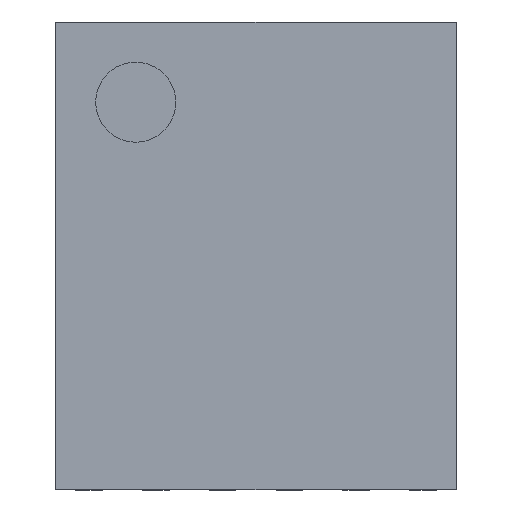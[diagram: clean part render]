
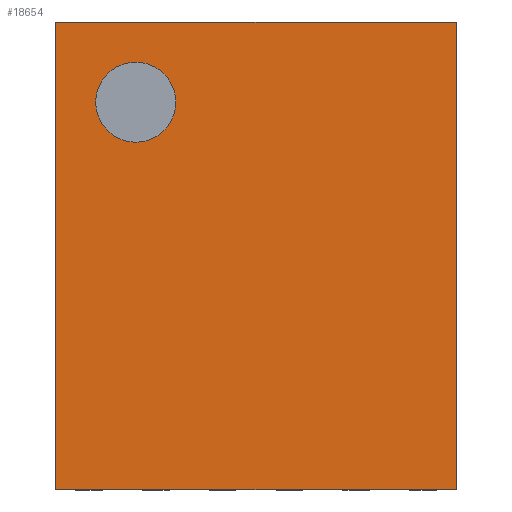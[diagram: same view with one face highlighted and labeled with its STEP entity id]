
A CAD part, top view. The second image highlights one B-rep face of the part: STEP entity #18654.
In plain terms, the highlighted planar face has unit normal (0, 0, 1).
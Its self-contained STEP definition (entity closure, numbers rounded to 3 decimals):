
#19=FACE_BOUND('',#2414,.T.);
#571=PLANE('',#19836);
#1481=FACE_OUTER_BOUND('',#2413,.T.);
#2413=EDGE_LOOP('',(#16154,#16155,#16156,#16157));
#2414=EDGE_LOOP('',(#16158));
#4404=LINE('',#28903,#6857);
#4579=LINE('',#29275,#7032);
#4580=LINE('',#29278,#7033);
#4581=LINE('',#29279,#7034);
#6857=VECTOR('',#23597,3.5);
#7032=VECTOR('',#23816,3.);
#7033=VECTOR('',#23819,3.5);
#7034=VECTOR('',#23820,3.);
#7602=CIRCLE('',#18952,0.3);
#7878=VERTEX_POINT('',#25035);
#9174=VERTEX_POINT('',#28900);
#9175=VERTEX_POINT('',#28902);
#9350=VERTEX_POINT('',#29273);
#9351=VERTEX_POINT('',#29277);
#9680=EDGE_CURVE('',#7878,#7878,#7602,.T.);
#11604=EDGE_CURVE('',#9175,#9174,#4404,.T.);
#11799=EDGE_CURVE('',#9174,#9350,#4579,.T.);
#11800=EDGE_CURVE('',#9350,#9351,#4580,.T.);
#11801=EDGE_CURVE('',#9351,#9175,#4581,.T.);
#16154=ORIENTED_EDGE('',*,*,#11799,.T.);
#16155=ORIENTED_EDGE('',*,*,#11800,.T.);
#16156=ORIENTED_EDGE('',*,*,#11801,.T.);
#16157=ORIENTED_EDGE('',*,*,#11604,.T.);
#16158=ORIENTED_EDGE('',*,*,#9680,.T.);
#18654=ADVANCED_FACE('',(#1481,#19),#571,.T.);
#18952=AXIS2_PLACEMENT_3D('',#25036,#20165,#20166);
#19836=AXIS2_PLACEMENT_3D('',#29276,#23817,#23818);
#20165=DIRECTION('center_axis',(0.,0.,-1.));
#20166=DIRECTION('ref_axis',(-1.,0.,0.));
#23597=DIRECTION('',(0.,-1.,0.));
#23816=DIRECTION('',(1.,0.,0.));
#23817=DIRECTION('center_axis',(0.,0.,1.));
#23818=DIRECTION('ref_axis',(1.,0.,0.));
#23819=DIRECTION('',(0.,1.,0.));
#23820=DIRECTION('',(-1.,0.,0.));
#25035=CARTESIAN_POINT('',(-0.6,1.15,0.7));
#25036=CARTESIAN_POINT('Origin',(-0.9,1.15,0.7));
#28900=CARTESIAN_POINT('',(-1.5,-1.75,0.7));
#28902=CARTESIAN_POINT('',(-1.5,1.75,0.7));
#28903=CARTESIAN_POINT('',(-1.5,1.75,0.7));
#29273=CARTESIAN_POINT('',(1.5,-1.75,0.7));
#29275=CARTESIAN_POINT('',(-1.5,-1.75,0.7));
#29276=CARTESIAN_POINT('Origin',(0.,0.,0.7));
#29277=CARTESIAN_POINT('',(1.5,1.75,0.7));
#29278=CARTESIAN_POINT('',(1.5,-1.75,0.7));
#29279=CARTESIAN_POINT('',(1.5,1.75,0.7));
